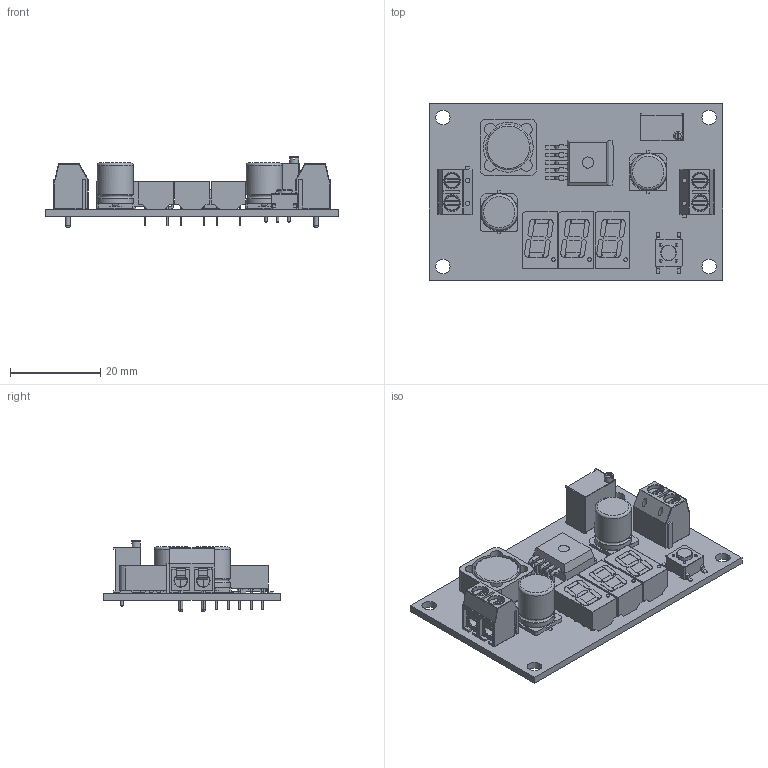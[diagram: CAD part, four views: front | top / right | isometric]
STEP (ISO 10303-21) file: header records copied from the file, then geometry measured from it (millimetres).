
FILE_DESCRIPTION(('FreeCAD Model'),'2;1');
FILE_NAME('pcb.step','2020-04-21T00:53:30',('') ,(''),'Open CASCADE STEP processor 7.4','FreeCAD','Unknown');
FILE_SCHEMA(('AUTOMOTIVE_DESIGN { 1 0 10303 214 1 1 1 1 }'));
Length unit declared in the file: millimetre
Products named in the file (18): 2020-04_xl6009-boost-converter-with-display; Board_Geoms_7b37; Local_CS_7b37; Pcb_7b37; PCB_Sketch_7b37; Step_Models_7b37; Top_7b37; S1_SW_SPST_PTS645_5E9ECE40; VR1_Bourns_3299W_5E9EAA34; C3_C_Elec_8x10.2_5E9EC76A; L1_SRR1260_5E9EAA20; J2_tb5p-2p_p5_l10_w7-6_h10_5E9EAA09; J1_tb5p-2p_p5_l10_w7-6_h10_5E9EBD1D; EC1_C_Elec_8x10.2_5E9EA9B1; U4_HDSP-7401_5E9E9CFA; U3_HDSP-7401_5E9E9CDC; U2_TO_263_5_TabPin3_5E9E9B01; U1_HDSP-7401_5E9E9162
Assembly tree (17 placements, depth 4):
  2020-04_xl6009-boost-converter-with-display
    Board_Geoms_7b37
      Local_CS_7b37
      Pcb_7b37
      PCB_Sketch_7b37
    Step_Models_7b37
      Top_7b37
        S1_SW_SPST_PTS645_5E9ECE40
        VR1_Bourns_3299W_5E9EAA34
        C3_C_Elec_8x10.2_5E9EC76A
        L1_SRR1260_5E9EAA20
        J2_tb5p-2p_p5_l10_w7-6_h10_5E9EAA09
        J1_tb5p-2p_p5_l10_w7-6_h10_5E9EBD1D
        EC1_C_Elec_8x10.2_5E9EA9B1
        U4_HDSP-7401_5E9E9CFA
        U3_HDSP-7401_5E9E9CDC
        U2_TO_263_5_TabPin3_5E9E9B01
        U1_HDSP-7401_5E9E9162
Bounding box: 65 x 39 x 15.75 mm (x, y, z)
Volume: 9433.2 mm3; surface area: 12048.2 mm2
Topology: 14 solids, 14 shells, 1529 faces, 3738 edges, 2337 vertices
Faces by surface type: plane 1099, cylinder 317, torus 47, sphere 28, bspline 28, revolution 9, cone 1
Full cylindrical faces by diameter (mm): 0.02 x2, 0.51 x3, 0.6 x4, 0.8 x36, 1.3 x4, 2 x1, 2.5 x1, 3.2 x4, 3.5 x1, 8 x4, 10 x1
Entity records: 57906 total; most frequent: CARTESIAN_POINT 10939, ORIENTED_EDGE 7460, DIRECTION 7368, EDGE_CURVE 3730, LINE 2945, VECTOR 2945, VERTEX_POINT 2329, AXIS2_PLACEMENT_3D 2207
